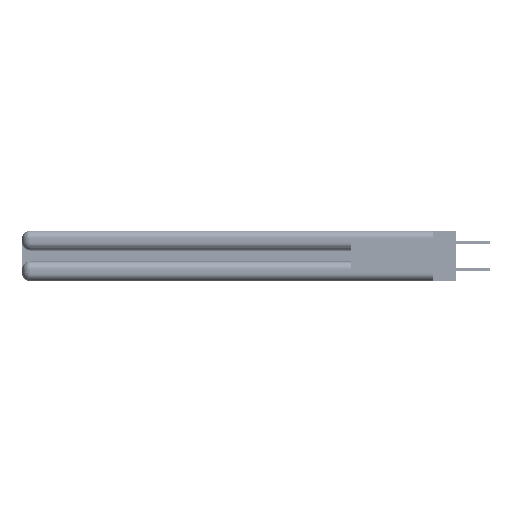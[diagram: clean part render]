
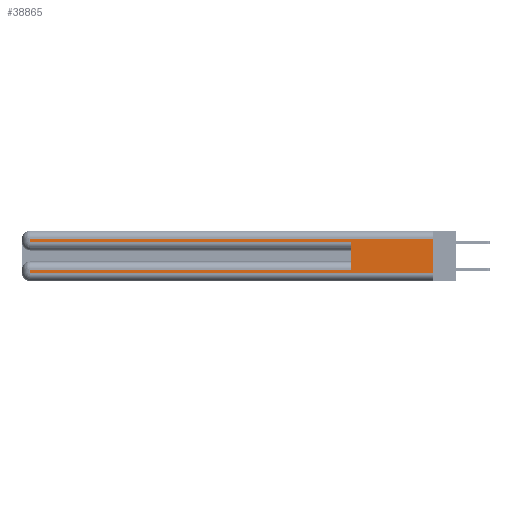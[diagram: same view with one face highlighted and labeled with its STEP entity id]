
A CAD part, left-side view. The second image highlights one B-rep face of the part: STEP entity #38865.
In plain terms, the highlighted planar face has unit normal (-1, 0, 0).
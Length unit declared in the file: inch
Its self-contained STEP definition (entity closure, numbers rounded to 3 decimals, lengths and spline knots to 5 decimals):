
#1041 = VECTOR ( 'NONE', #22878, 39.37008 ) ;
#2151 = DIRECTION ( 'NONE',  ( 0., 0., -1. ) ) ;
#2176 = CARTESIAN_POINT ( 'NONE',  ( 0., 0.6, 0.145 ) ) ;
#3156 = CARTESIAN_POINT ( 'NONE',  ( 0., 2.94, 0.285 ) ) ;
#3577 = VERTEX_POINT ( 'NONE', #11313 ) ;
#4311 = DIRECTION ( 'NONE',  ( 0., 0., -1. ) ) ;
#4392 = VERTEX_POINT ( 'NONE', #11062 ) ;
#4614 = EDGE_CURVE ( 'NONE', #27795, #32561, #17331, .T. ) ;
#5270 = CARTESIAN_POINT ( 'NONE',  ( 0., 0., 0.31 ) ) ;
#5962 = DIRECTION ( 'NONE',  ( 0., -1., 0. ) ) ;
#6190 = VERTEX_POINT ( 'NONE', #39335 ) ;
#6820 = EDGE_CURVE ( 'NONE', #24420, #29261, #41794, .T. ) ;
#7584 = VECTOR ( 'NONE', #43400, 39.37008 ) ;
#7637 = VECTOR ( 'NONE', #5962, 39.37008 ) ;
#8077 = ORIENTED_EDGE ( 'NONE', *, *, #6820, .T. ) ;
#8556 = CARTESIAN_POINT ( 'NONE',  ( 0., 0., 0.37 ) ) ;
#9462 = EDGE_LOOP ( 'NONE', ( #44050, #35243, #15902, #14799, #38296, #9820, #8077, #38595 ) ) ;
#9671 = EDGE_CURVE ( 'NONE', #23597, #4392, #15689, .T. ) ;
#9820 = ORIENTED_EDGE ( 'NONE', *, *, #19336, .T. ) ;
#11062 = CARTESIAN_POINT ( 'NONE',  ( 0., 0., 0.06 ) ) ;
#11313 = CARTESIAN_POINT ( 'NONE',  ( 0., 0.6, 0.085 ) ) ;
#11997 = CARTESIAN_POINT ( 'NONE',  ( 0., 2.94, 0.085 ) ) ;
#12171 = CARTESIAN_POINT ( 'NONE',  ( 0., 2.94, 0.06 ) ) ;
#14799 = ORIENTED_EDGE ( 'NONE', *, *, #4614, .T. ) ;
#15044 = PLANE ( 'NONE',  #39171 ) ;
#15344 = CARTESIAN_POINT ( 'NONE',  ( 0., 0., 0.31 ) ) ;
#15553 = DIRECTION ( 'NONE',  ( 0., 1., 0. ) ) ;
#15689 = LINE ( 'NONE', #8556, #7584 ) ;
#15902 = ORIENTED_EDGE ( 'NONE', *, *, #17992, .T. ) ;
#16223 = CARTESIAN_POINT ( 'NONE',  ( 0., 0.6, 0.285 ) ) ;
#17250 = LINE ( 'NONE', #2176, #25389 ) ;
#17331 = LINE ( 'NONE', #33187, #7637 ) ;
#17992 = EDGE_CURVE ( 'NONE', #6190, #27795, #31300, .T. ) ;
#18187 = LINE ( 'NONE', #25582, #31229 ) ;
#18654 = DIRECTION ( 'NONE',  ( 1., 0., 0. ) ) ;
#19336 = EDGE_CURVE ( 'NONE', #3577, #24420, #18187, .T. ) ;
#22475 = VECTOR ( 'NONE', #39869, 39.37008 ) ;
#22878 = DIRECTION ( 'NONE',  ( 0., -1., 0. ) ) ;
#23597 = VERTEX_POINT ( 'NONE', #15344 ) ;
#23848 = DIRECTION ( 'NONE',  ( 0., 0., -1. ) ) ;
#24420 = VERTEX_POINT ( 'NONE', #11997 ) ;
#25049 = EDGE_CURVE ( 'NONE', #23597, #6190, #31686, .T. ) ;
#25389 = VECTOR ( 'NONE', #29711, 39.37008 ) ;
#25582 = CARTESIAN_POINT ( 'NONE',  ( 0., 0., 0.085 ) ) ;
#27795 = VERTEX_POINT ( 'NONE', #3156 ) ;
#29261 = VERTEX_POINT ( 'NONE', #12171 ) ;
#29711 = DIRECTION ( 'NONE',  ( 0., 0., 1. ) ) ;
#30985 = FACE_OUTER_BOUND ( 'NONE', #9462, .T. ) ;
#31229 = VECTOR ( 'NONE', #15553, 39.37008 ) ;
#31300 = LINE ( 'NONE', #37743, #38293 ) ;
#31686 = LINE ( 'NONE', #5270, #22475 ) ;
#32561 = VERTEX_POINT ( 'NONE', #16223 ) ;
#33187 = CARTESIAN_POINT ( 'NONE',  ( 0., 0., 0.285 ) ) ;
#33301 = CARTESIAN_POINT ( 'NONE',  ( 0., 2.94, 0.37 ) ) ;
#34836 = VECTOR ( 'NONE', #2151, 39.37008 ) ;
#35243 = ORIENTED_EDGE ( 'NONE', *, *, #25049, .T. ) ;
#36638 = CARTESIAN_POINT ( 'NONE',  ( 0., 0., 0.06 ) ) ;
#36834 = EDGE_CURVE ( 'NONE', #3577, #32561, #17250, .T. ) ;
#37743 = CARTESIAN_POINT ( 'NONE',  ( 0., 2.94, 0.37 ) ) ;
#38293 = VECTOR ( 'NONE', #23848, 39.37008 ) ;
#38296 = ORIENTED_EDGE ( 'NONE', *, *, #36834, .F. ) ;
#38595 = ORIENTED_EDGE ( 'NONE', *, *, #44562, .T. ) ;
#38865 = ADVANCED_FACE ( 'NONE', ( #30985 ), #15044, .F. ) ;
#38900 = LINE ( 'NONE', #36638, #1041 ) ;
#39171 = AXIS2_PLACEMENT_3D ( 'NONE', #42512, #18654, #4311 ) ;
#39335 = CARTESIAN_POINT ( 'NONE',  ( 0., 2.94, 0.31 ) ) ;
#39869 = DIRECTION ( 'NONE',  ( 0., 1., 0. ) ) ;
#41794 = LINE ( 'NONE', #33301, #34836 ) ;
#42512 = CARTESIAN_POINT ( 'NONE',  ( 0., 0., 0.37 ) ) ;
#43400 = DIRECTION ( 'NONE',  ( 0., 0., -1. ) ) ;
#44050 = ORIENTED_EDGE ( 'NONE', *, *, #9671, .F. ) ;
#44562 = EDGE_CURVE ( 'NONE', #29261, #4392, #38900, .T. ) ;
